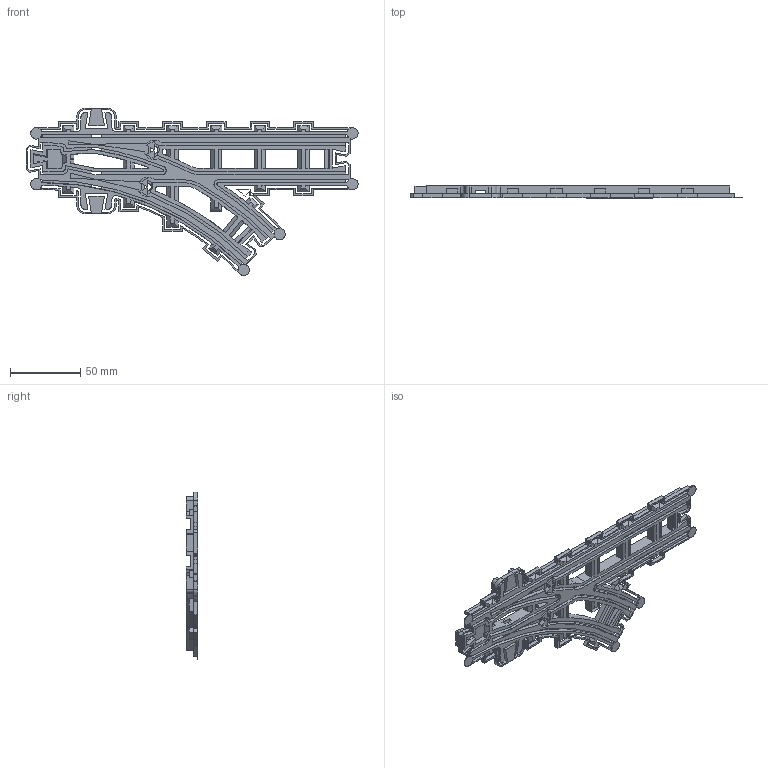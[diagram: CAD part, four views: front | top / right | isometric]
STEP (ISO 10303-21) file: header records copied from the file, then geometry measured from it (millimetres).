
FILE_DESCRIPTION(/* description */ (''),/* implementation_level */ '2;1');
FILE_NAME(/* name */ 'RR_SingleTurnout_SB_C.stp',/* time_stamp */ '2025-03-16T00:50:39+09:00',/* author */ ('kumagai'),/* organization */ (''),/* preprocessor_version */ 'ST-DEVELOPER v20',/* originating_system */ 'Autodesk Inventor 2025',/* authorisation */ '');
FILE_SCHEMA (('AUTOMOTIVE_DESIGN { 1 0 10303 214 3 1 1 }'));
Length unit declared in the file: millimetre
Products named in the file (1): RR_SingleTurnout_SB_C
Bounding box: 235.66 x 8.4 x 118.8 mm (x, y, z)
Volume: 48461.5 mm3; surface area: 63361.1 mm2
Topology: 1 solids, 1 shells, 1065 faces, 3139 edges, 2062 vertices
Faces by surface type: plane 861, cylinder 204
Full cylindrical faces by diameter (mm): 5 x2, 5.02 x2
Entity records: 35562 total; most frequent: ORIENTED_EDGE 6278, CARTESIAN_POINT 6267, DIRECTION 5859, EDGE_CURVE 3139, LINE 2551, VECTOR 2551, VERTEX_POINT 2062, AXIS2_PLACEMENT_3D 1654
